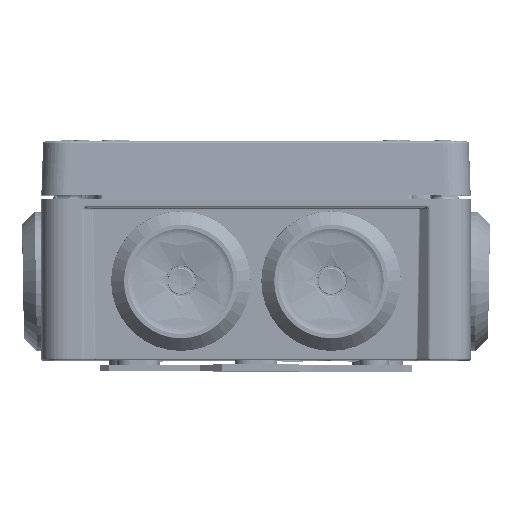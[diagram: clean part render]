
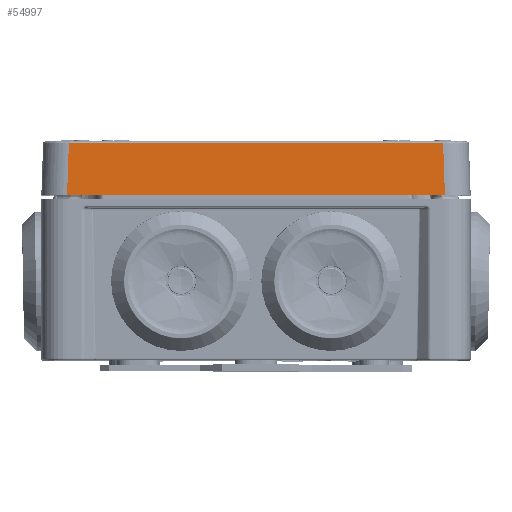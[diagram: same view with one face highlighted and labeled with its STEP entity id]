
A CAD part, top view. The second image highlights one B-rep face of the part: STEP entity #54997.
In plain terms, the highlighted planar face has unit normal (0, 0.035, 0.999).
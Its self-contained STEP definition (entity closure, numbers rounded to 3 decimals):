
#44475=CARTESIAN_POINT('',(-44.004,-12.5,50.));
#44485=CARTESIAN_POINT('',(44.004,-12.5,50.));
#44678=DIRECTION('',(-1.,0.,0.));
#44679=VECTOR('',#44678,87.168);
#44680=CARTESIAN_POINT('',(43.584,-0.483,
49.58));
#44681=LINE('',#44680,#44679);
#44682=DIRECTION('',(-0.035,0.999,-0.035));
#44683=VECTOR('',#44682,12.032);
#44684=CARTESIAN_POINT('',(44.004,-12.5,50.));
#44685=LINE('',#44684,#44683);
#44686=DIRECTION('',(1.,0.,0.));
#44687=VECTOR('',#44686,88.007);
#44688=CARTESIAN_POINT('',(-44.004,-12.5,50.));
#44689=LINE('',#44688,#44687);
#44690=DIRECTION('',(0.035,0.999,-0.035));
#44691=VECTOR('',#44690,12.032);
#44692=CARTESIAN_POINT('',(-44.004,-12.5,50.));
#44693=LINE('',#44692,#44691);
#44694=CARTESIAN_POINT('',(43.584,-0.483,
49.58));
#50234=VERTEX_POINT('',#44475);
#50236=VERTEX_POINT('',#44485);
#50750=VERTEX_POINT('',#44694);
#50753=CARTESIAN_POINT('',(-43.584,-0.483,
49.58));
#50754=VERTEX_POINT('',#50753);
#54985=CARTESIAN_POINT('',(0.933,-12.5,50.));
#54986=DIRECTION('',(0.,-0.035,-0.999));
#54987=DIRECTION('',(1.,0.,0.));
#54988=AXIS2_PLACEMENT_3D('',#54985,#54986,#54987);
#54989=PLANE('',#54988);
#54990=ORIENTED_EDGE('',*,*,#54973,.F.);
#54992=ORIENTED_EDGE('',*,*,#54991,.F.);
#54993=ORIENTED_EDGE('',*,*,#54768,.F.);
#54994=ORIENTED_EDGE('',*,*,#54906,.T.);
#54995=EDGE_LOOP('',(#54990,#54992,#54993,#54994));
#54996=FACE_OUTER_BOUND('',#54995,.F.);
#54997=ADVANCED_FACE('',(#54996),#54989,.F.);
#54768=EDGE_CURVE('',#50234,#50236,#44689,.T.);
#54906=EDGE_CURVE('',#50234,#50754,#44693,.T.);
#54973=EDGE_CURVE('',#50750,#50754,#44681,.T.);
#54991=EDGE_CURVE('',#50236,#50750,#44685,.T.);
